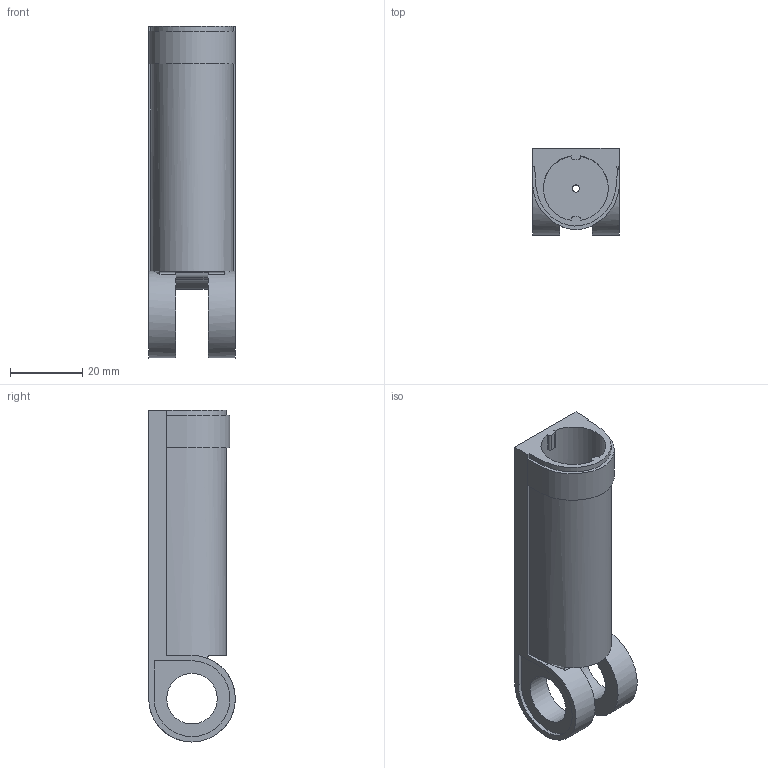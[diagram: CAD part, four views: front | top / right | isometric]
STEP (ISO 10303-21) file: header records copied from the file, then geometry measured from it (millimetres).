
FILE_DESCRIPTION(/* description */ ('STEP AP203'),/* implementation_level */ '2;1');
FILE_NAME(/* name */ 'arm-barrel-x2 v4.step',/* time_stamp */ '2025-06-13T17:06:41-07:00',/* author */ (''),/* organization */ (''),/* preprocessor_version */ 'ST-DEVELOPER v20.1',/* originating_system */ 'Autodesk Translation Framework v14.10.0.0',/* authorisation */ '');
FILE_SCHEMA (('AUTOMOTIVE_DESIGN { 1 0 10303 214 3 1 1 }'));
Length unit declared in the file: millimetre
Products named in the file (1): arm-barrel-x2
Bounding box: 24.1 x 24 x 92 mm (x, y, z)
Volume: 18059.2 mm3; surface area: 12934.9 mm2
Topology: 1 solids, 1 shells, 58 faces, 160 edges, 107 vertices
Faces by surface type: plane 36, cylinder 19, bspline 3
Full cylindrical faces by diameter (mm): 2 x1, 14 x2, 18 x1
Entity records: 2092 total; most frequent: CARTESIAN_POINT 549, ORIENTED_EDGE 320, DIRECTION 303, EDGE_CURVE 160, VERTEX_POINT 107, LINE 101, VECTOR 101, AXIS2_PLACEMENT_3D 101
